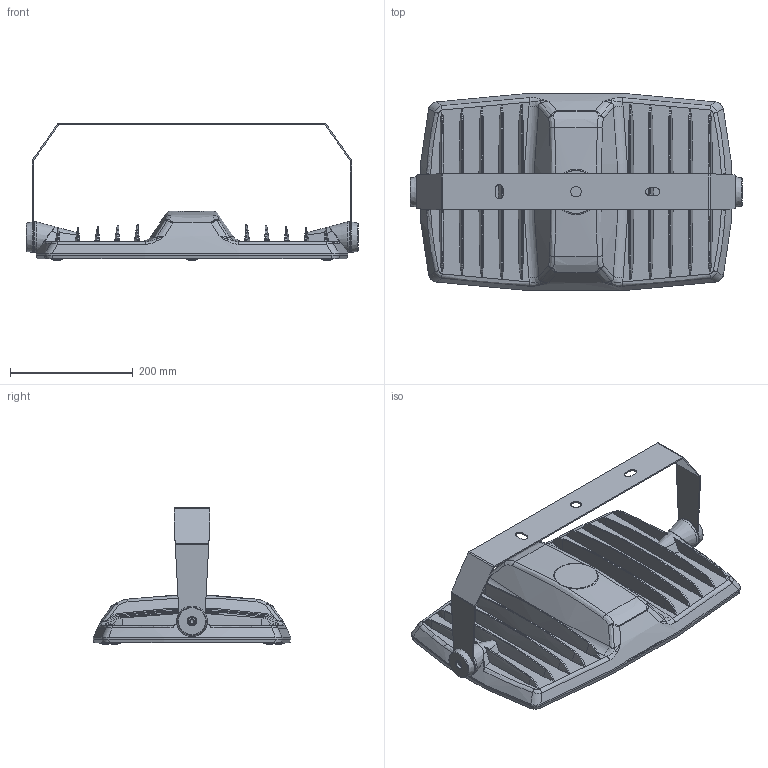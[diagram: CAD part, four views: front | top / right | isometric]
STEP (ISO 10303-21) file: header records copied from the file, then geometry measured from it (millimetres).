
FILE_DESCRIPTION(/* description */ (''),/* implementation_level */ '2;1');
FILE_NAME(/* name */ 'ATLANT MAX.stp',/* time_stamp */ '2022-04-18T13:47:16+03:00',/* author */ (''),/* organization */ (''),/* preprocessor_version */ 'ST-DEVELOPER v15',/* originating_system */ 'SIEMENS PLM Software NX 8.5',/* authorisation */ '');
FILE_SCHEMA (('AUTOMOTIVE_DESIGN { 1 0 10303 214 3 1 1 1 }'));
Products named in the file (1): Maik2EEC03E0j0nf
Bounding box: 540.42 x 321.46 x 222.6 mm (x, y, z)
Volume: 6095398.8 mm3; surface area: 581106.4 mm2
Topology: 1 solids, 9 shells, 1118 faces, 3176 edges, 2071 vertices
Faces by surface type: bspline 673, plane 229, cone 90, cylinder 78, torus 38, sphere 6, extrusion 4
Full cylindrical faces by diameter (mm): 9.7 x6, 9.821 x6, 13 x4, 14 x6, 17 x1, 18.5 x6, 41.9 x1, 42.1 x1, 50 x2
Entity records: 69376 total; most frequent: CARTESIAN_POINT 44935, ORIENTED_EDGE 6136, EDGE_CURVE 3068, DIRECTION 2284, B_SPLINE_CURVE_WITH_KNOTS 2094, VERTEX_POINT 2042, EDGE_LOOP 1280, ADVANCED_FACE 1118
